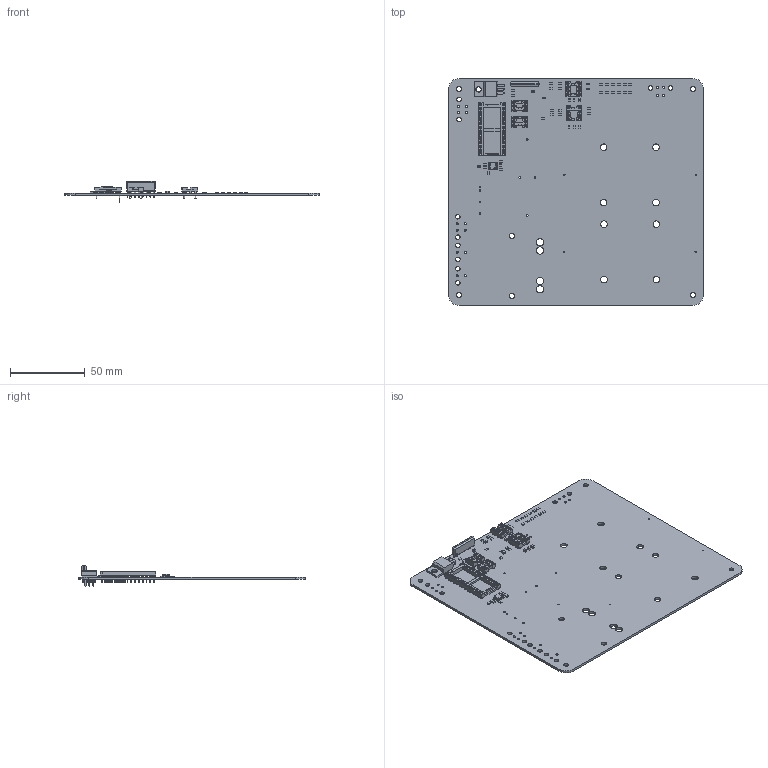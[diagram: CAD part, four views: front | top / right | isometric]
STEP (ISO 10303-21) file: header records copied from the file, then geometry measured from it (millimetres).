
FILE_DESCRIPTION(('KiCad electronic assembly'),'2;1');
FILE_NAME('pcc_v0.1.step','2025-04-17T12:11:14',('Pcbnew'),('Kicad'), 'Open CASCADE STEP processor 7.7','KiCad to STEP converter','Unknown' );
FILE_SCHEMA(('AUTOMOTIVE_DESIGN { 1 0 10303 214 1 1 1 1 }'));
Length unit declared in the file: millimetre
Products named in the file (18): pcc_v0.1 1; C_0805_2012Metric; R_0805_2012Metric; DIP-28_W15.24mm_Socket; DIP_28_W1524mm_Socket; SOIC-8_3.9x4.9mm_P1.27mm; SOIC_8_39x49mm_P127mm; SIP-8_19x3mm_P2.54mm; DIP-6_W7.62mm_Socket; DIP_6_W762mm_Socket; DIP-8_W7.62mm_Socket; DIP_8_W762mm_Socket; TO-220-3_Horizontal_TabDown; pcc_v0.1_PCB
Assembly tree (59 placements, depth 3):
  pcc_v0.1 1
    C_0805_2012Metric  x11
      C_0805_2012Metric
    R_0805_2012Metric  x31
      R_0805_2012Metric
    DIP-28_W15.24mm_Socket
      DIP_28_W1524mm_Socket
    SOIC-8_3.9x4.9mm_P1.27mm
      SOIC_8_39x49mm_P127mm
    SIP-8_19x3mm_P2.54mm
      SIP-8_19x3mm_P2.54mm
    DIP-6_W7.62mm_Socket  x2
      DIP_6_W762mm_Socket
    DIP-8_W7.62mm_Socket  x2
      DIP_8_W762mm_Socket
    TO-220-3_Horizontal_TabDown
      TO-220-3_Horizontal_TabDown
    pcc_v0.1_PCB
Bounding box: 170.25 x 151.7 x 14.03 mm (x, y, z)
Volume: 43045.8 mm3; surface area: 57355.6 mm2
Topology: 51 solids, 51 shells, 2420 faces, 5697 edges, 3685 vertices
Faces by surface type: plane 1409, cylinder 811, cone 168, bspline 32
Full cylindrical faces by diameter (mm): 0.508 x112, 0.6 x1, 0.762 x4, 0.8 x56, 0.85 x5, 1 x1, 1.016 x2, 1.1 x7, 1.219 x2, 1.4 x16, 1.524 x56, 1.724 x56, 3 x10, 3.2 x4, 3.5 x1, 3.53 x2, 3.735 x1, 4.4 x8, 4.9 x4
Entity records: 39173 total; most frequent: DIRECTION 5697, CARTESIAN_POINT 5406, ORIENTED_EDGE 4982, EDGE_CURVE 2491, AXIS2_PLACEMENT_3D 2082, VERTEX_POINT 1599, FACE_BOUND 1598, EDGE_LOOP 1598
